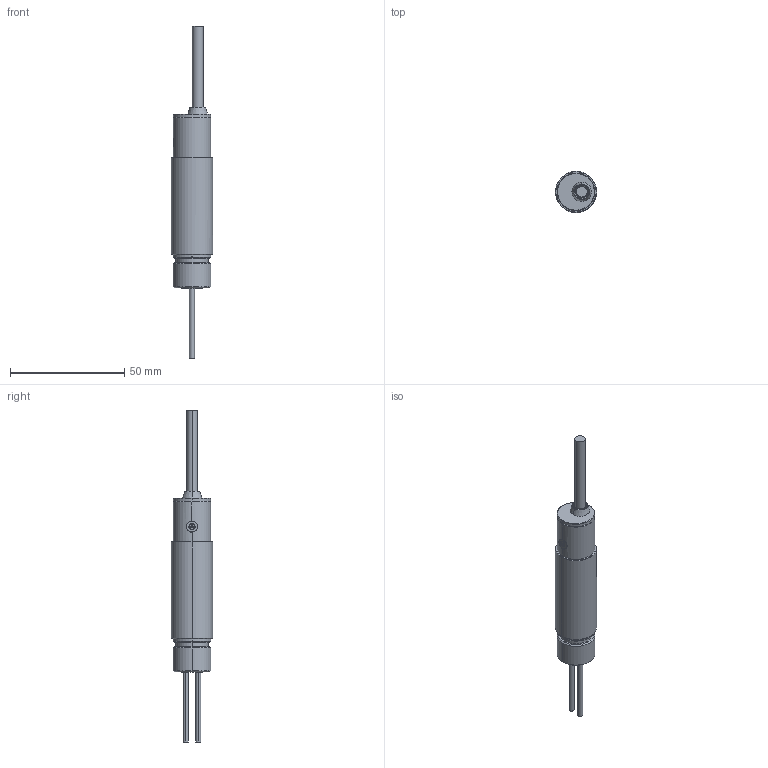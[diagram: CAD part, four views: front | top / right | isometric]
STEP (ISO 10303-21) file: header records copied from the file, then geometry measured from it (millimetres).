
FILE_DESCRIPTION (( 'STEP AP214' ), '1' );
FILE_NAME ('SSF-0P-0A.step', '2018-04-12T21:07:38', ( '' ), ( '' ), 'SwSTEP 2.0', 'SolidWorks 2017', '' );
FILE_SCHEMA (( 'AUTOMOTIVE_DESIGN' ));
Length unit declared in the file: inch
Products named in the file (1): SSF-0P-0A
Bounding box: 18 x 18 x 145.16 mm (x, y, z)
Volume: 18705 mm3; surface area: 6963.4 mm2
Topology: 6 solids, 6 shells, 94 faces, 195 edges, 121 vertices
Faces by surface type: cylinder 39, plane 26, cone 23, bspline 6
Entity records: 4089 total; most frequent: CARTESIAN_POINT 745, DIRECTION 453, ORIENTED_EDGE 386, EDGE_CURVE 193, AXIS2_PLACEMENT_3D 190, VERTEX_POINT 121, EDGE_LOOP 108, UNCERTAINTY_MEASURE_WITH_UNIT 102
